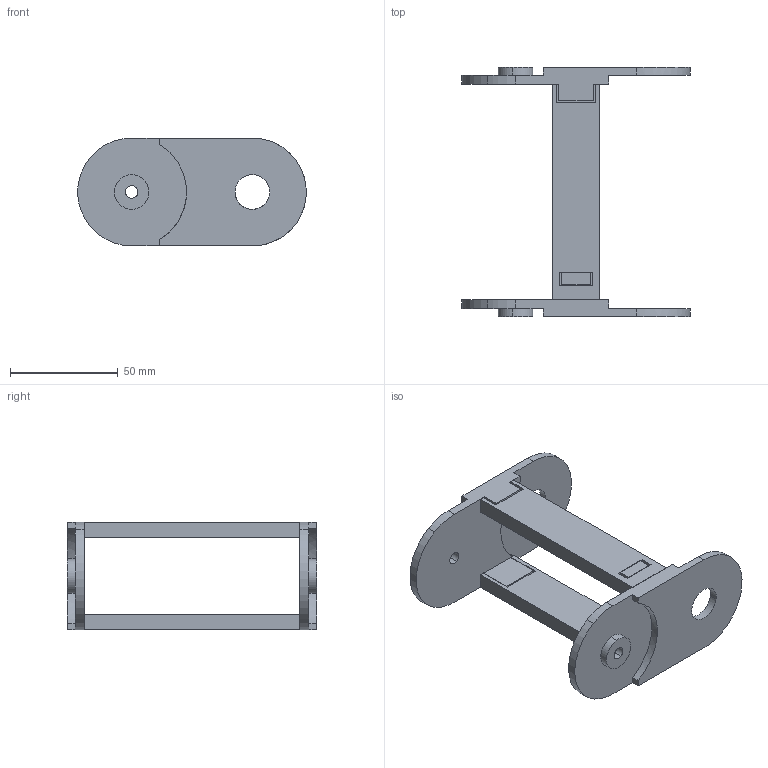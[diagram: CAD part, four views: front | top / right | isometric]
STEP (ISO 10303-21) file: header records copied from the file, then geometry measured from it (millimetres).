
FILE_DESCRIPTION(/* description */ (''),/* implementation_level */ '2;1');
FILE_NAME(/* name */ 'ELOT10~2',/* time_stamp */ '2017-08-25T14:03:43-03:00',/* author */ (''),/* organization */ (''),/* preprocessor_version */ 'ST-DEVELOPER v15',/* originating_system */ '',/* authorisation */ '');
FILE_SCHEMA (('AUTOMOTIVE_DESIGN'));
Length unit declared in the file: centimetre
Products named in the file (1): Document
Bounding box: 105.92 x 115.58 x 50 mm (x, y, z)
Volume: 73203.5 mm3; surface area: 37646.3 mm2
Topology: 4 solids, 4 shells, 119 faces, 309 edges, 206 vertices
Faces by surface type: plane 91, bspline 28
Entity records: 3452 total; most frequent: CARTESIAN_POINT 1358, ORIENTED_EDGE 618, EDGE_CURVE 309, B_SPLINE_CURVE_WITH_KNOTS 220, VERTEX_POINT 206, EDGE_LOOP 141, ADVANCED_FACE 119, FACE_OUTER_BOUND 119
